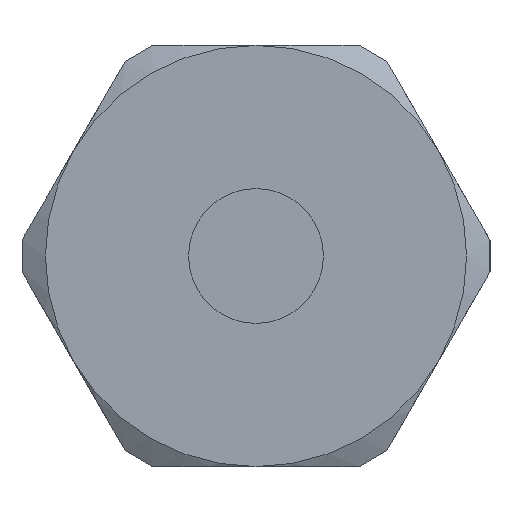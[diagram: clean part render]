
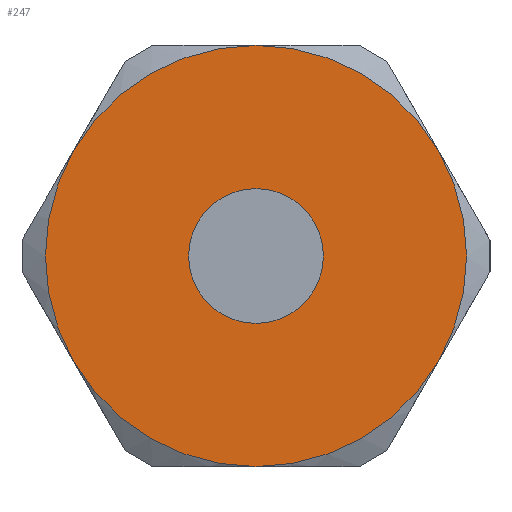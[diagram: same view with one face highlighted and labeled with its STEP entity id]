
A CAD part, left-side view. The second image highlights one B-rep face of the part: STEP entity #247.
In plain terms, the highlighted planar face has unit normal (-1, 0, 0).
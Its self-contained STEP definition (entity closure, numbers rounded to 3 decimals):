
#247 = ADVANCED_FACE( '', ( #477, #478 ), #479, .F. );
#477 = FACE_OUTER_BOUND( '', #691, .T. );
#478 = FACE_BOUND( '', #692, .T. );
#479 = PLANE( '', #693 );
#691 = EDGE_LOOP( '', ( #1190, #1191, #1192, #1193, #1194, #1195 ) );
#692 = EDGE_LOOP( '', ( #1196 ) );
#693 = AXIS2_PLACEMENT_3D( '', #1197, #1198, #1199 );
#1190 = ORIENTED_EDGE( '', *, *, #1283, .F. );
#1191 = ORIENTED_EDGE( '', *, *, #1407, .F. );
#1192 = ORIENTED_EDGE( '', *, *, #1340, .F. );
#1193 = ORIENTED_EDGE( '', *, *, #1350, .F. );
#1194 = ORIENTED_EDGE( '', *, *, #1403, .F. );
#1195 = ORIENTED_EDGE( '', *, *, #1389, .F. );
#1196 = ORIENTED_EDGE( '', *, *, #1416, .T. );
#1197 = CARTESIAN_POINT( '', ( 0., 0., 0. ) );
#1198 = DIRECTION( '', ( 1., 0., 0. ) );
#1199 = DIRECTION( '', ( 0., 0., -1. ) );
#1283 = EDGE_CURVE( '', #1469, #1518, #1519, .T. );
#1340 = EDGE_CURVE( '', #1609, #1610, #1611, .T. );
#1350 = EDGE_CURVE( '', #1592, #1609, #1624, .T. );
#1389 = EDGE_CURVE( '', #1518, #1534, #1671, .T. );
#1403 = EDGE_CURVE( '', #1534, #1592, #1687, .T. );
#1407 = EDGE_CURVE( '', #1610, #1469, #1691, .T. );
#1416 = EDGE_CURVE( '', #1703, #1703, #1704, .T. );
#1469 = VERTEX_POINT( '', #1793 );
#1518 = VERTEX_POINT( '', #1898 );
#1519 = CIRCLE( '', #1899, 13.5 );
#1534 = VERTEX_POINT( '', #1931 );
#1592 = VERTEX_POINT( '', #2053 );
#1609 = VERTEX_POINT( '', #2110 );
#1610 = VERTEX_POINT( '', #2111 );
#1611 = CIRCLE( '', #2112, 13.5 );
#1624 = CIRCLE( '', #2148, 13.5 );
#1671 = CIRCLE( '', #2273, 13.5 );
#1687 = CIRCLE( '', #2312, 13.5 );
#1691 = CIRCLE( '', #2321, 13.5 );
#1703 = VERTEX_POINT( '', #2337 );
#1704 = CIRCLE( '', #2338, 4.324 );
#1793 = CARTESIAN_POINT( '', ( 0., 11.691, -6.75 ) );
#1898 = CARTESIAN_POINT( '', ( 0., 11.691, 6.75 ) );
#1899 = AXIS2_PLACEMENT_3D( '', #2397, #2398, #2399 );
#1931 = CARTESIAN_POINT( '', ( 0., 0., 13.5 ) );
#2053 = CARTESIAN_POINT( '', ( 0., -11.691, 6.75 ) );
#2110 = CARTESIAN_POINT( '', ( 0., -11.691, -6.75 ) );
#2111 = CARTESIAN_POINT( '', ( 0., 0., -13.5 ) );
#2112 = AXIS2_PLACEMENT_3D( '', #2450, #2451, #2452 );
#2148 = AXIS2_PLACEMENT_3D( '', #2456, #2457, #2458 );
#2273 = AXIS2_PLACEMENT_3D( '', #2481, #2482, #2483 );
#2312 = AXIS2_PLACEMENT_3D( '', #2491, #2492, #2493 );
#2321 = AXIS2_PLACEMENT_3D( '', #2494, #2495, #2496 );
#2337 = CARTESIAN_POINT( '', ( 0., 0., -4.324 ) );
#2338 = AXIS2_PLACEMENT_3D( '', #2507, #2508, #2509 );
#2397 = CARTESIAN_POINT( '', ( 0., 0., 0. ) );
#2398 = DIRECTION( '', ( 1., 0., 0. ) );
#2399 = DIRECTION( '', ( 0., 0., -1. ) );
#2450 = CARTESIAN_POINT( '', ( 0., 0., 0. ) );
#2451 = DIRECTION( '', ( 1., 0., 0. ) );
#2452 = DIRECTION( '', ( 0., 0., -1. ) );
#2456 = CARTESIAN_POINT( '', ( 0., 0., 0. ) );
#2457 = DIRECTION( '', ( 1., 0., 0. ) );
#2458 = DIRECTION( '', ( 0., 0., -1. ) );
#2481 = CARTESIAN_POINT( '', ( 0., 0., 0. ) );
#2482 = DIRECTION( '', ( 1., 0., 0. ) );
#2483 = DIRECTION( '', ( 0., 0., -1. ) );
#2491 = CARTESIAN_POINT( '', ( 0., 0., 0. ) );
#2492 = DIRECTION( '', ( 1., 0., 0. ) );
#2493 = DIRECTION( '', ( 0., 0., -1. ) );
#2494 = CARTESIAN_POINT( '', ( 0., 0., 0. ) );
#2495 = DIRECTION( '', ( 1., 0., 0. ) );
#2496 = DIRECTION( '', ( 0., 0., -1. ) );
#2507 = CARTESIAN_POINT( '', ( 0., 0., 0. ) );
#2508 = DIRECTION( '', ( 1., 0., 0. ) );
#2509 = DIRECTION( '', ( 0., 0., -1. ) );
